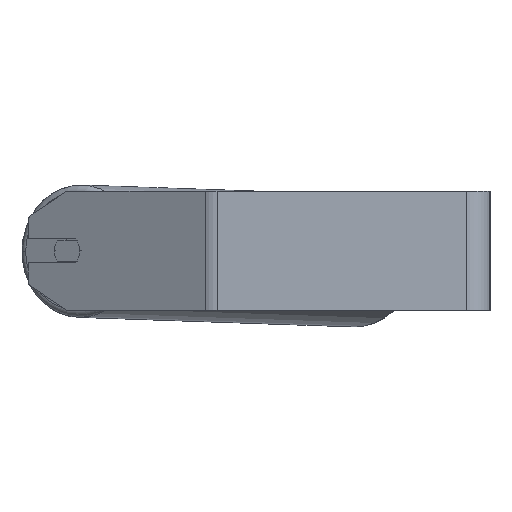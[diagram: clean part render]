
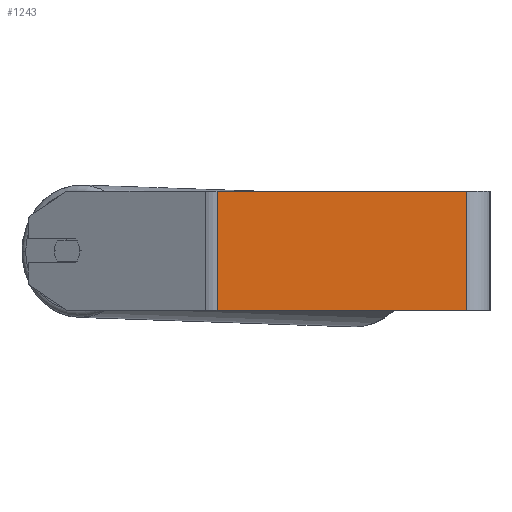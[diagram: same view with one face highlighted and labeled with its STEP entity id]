
A CAD part, left-side view. The second image highlights one B-rep face of the part: STEP entity #1243.
In plain terms, the highlighted planar face has unit normal (-1, 0, 0).
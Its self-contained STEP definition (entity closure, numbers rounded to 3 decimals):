
#63 = DIRECTION ( 'NONE',  ( 0., 0., -1. ) ) ;
#102 = CARTESIAN_POINT ( 'NONE',  ( -420., 187.722, 40. ) ) ;
#222 = VERTEX_POINT ( 'NONE', #1797 ) ;
#563 = DIRECTION ( 'NONE',  ( 0., 0., -1. ) ) ;
#619 = DIRECTION ( 'NONE',  ( 0., 0., -1. ) ) ;
#1115 = CARTESIAN_POINT ( 'NONE',  ( -420., 16., 40. ) ) ;
#1243 = ADVANCED_FACE ( 'NONE', ( #5657 ), #2944, .F. ) ;
#1655 = VERTEX_POINT ( 'NONE', #5127 ) ;
#1654 = LINE ( 'NONE', #2357, #3677 ) ;
#1797 = CARTESIAN_POINT ( 'NONE',  ( -420., 16., -40. ) ) ;
#1828 = ORIENTED_EDGE ( 'NONE', *, *, #4606, .F. ) ;
#2001 = VERTEX_POINT ( 'NONE', #1115 ) ;
#2357 = CARTESIAN_POINT ( 'NONE',  ( -420., 187.722, 40. ) ) ;
#2422 = DIRECTION ( 'NONE',  ( 1., 0., 0. ) ) ;
#2536 = EDGE_CURVE ( 'NONE', #1655, #2001, #1654, .T. ) ;
#2607 = VERTEX_POINT ( 'NONE', #6333 ) ;
#2899 = EDGE_CURVE ( 'NONE', #1655, #2607, #4540, .T. ) ;
#2944 = PLANE ( 'NONE',  #7309 ) ;
#3302 = VECTOR ( 'NONE', #7223, 1000. ) ;
#3677 = VECTOR ( 'NONE', #6840, 1000. ) ;
#3785 = CARTESIAN_POINT ( 'NONE',  ( -420., 16., 40. ) ) ;
#4254 = ORIENTED_EDGE ( 'NONE', *, *, #2536, .F. ) ;
#4312 = CARTESIAN_POINT ( 'NONE',  ( -420., 187.722, -40. ) ) ;
#4423 = LINE ( 'NONE', #3785, #4533 ) ;
#4533 = VECTOR ( 'NONE', #563, 1000. ) ;
#4540 = LINE ( 'NONE', #6281, #5102 ) ;
#4596 = EDGE_LOOP ( 'NONE', ( #6460, #1828, #4254, #5910 ) ) ;
#4606 = EDGE_CURVE ( 'NONE', #2001, #222, #4423, .T. ) ;
#5102 = VECTOR ( 'NONE', #63, 1000. ) ;
#5127 = CARTESIAN_POINT ( 'NONE',  ( -420., 183.435, 40. ) ) ;
#5657 = FACE_OUTER_BOUND ( 'NONE', #4596, .T. ) ;
#5910 = ORIENTED_EDGE ( 'NONE', *, *, #2899, .T. ) ;
#5982 = LINE ( 'NONE', #4312, #3302 ) ;
#6281 = CARTESIAN_POINT ( 'NONE',  ( -420., 183.435, 40. ) ) ;
#6333 = CARTESIAN_POINT ( 'NONE',  ( -420., 183.435, -40. ) ) ;
#6460 = ORIENTED_EDGE ( 'NONE', *, *, #7099, .T. ) ;
#6840 = DIRECTION ( 'NONE',  ( 0., -1., 0. ) ) ;
#7099 = EDGE_CURVE ( 'NONE', #2607, #222, #5982, .T. ) ;
#7223 = DIRECTION ( 'NONE',  ( 0., -1., 0. ) ) ;
#7309 = AXIS2_PLACEMENT_3D ( 'NONE', #102, #2422, #619 ) ;
